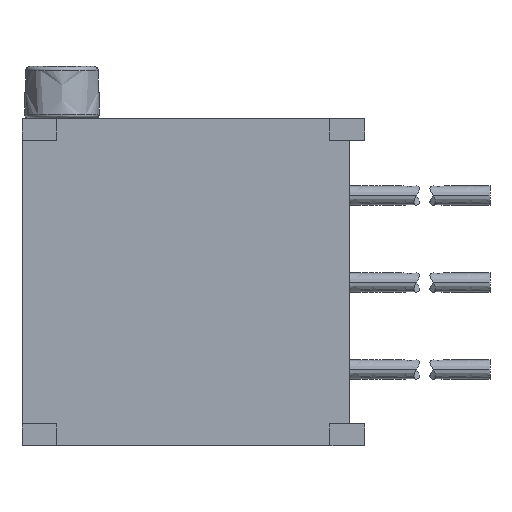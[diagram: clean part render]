
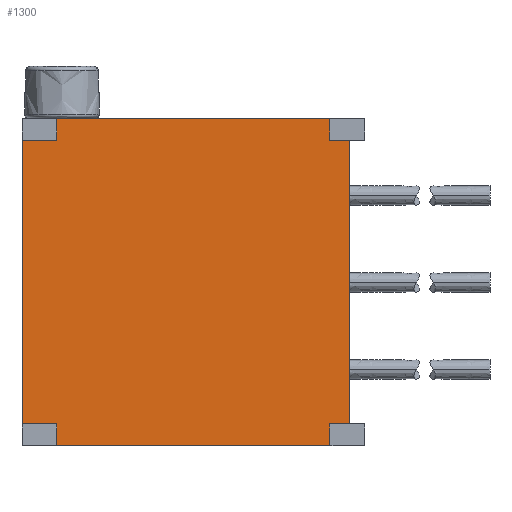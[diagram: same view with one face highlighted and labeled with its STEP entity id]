
A CAD part, front view. The second image highlights one B-rep face of the part: STEP entity #1300.
In plain terms, the highlighted free-form (B-spline) face has degree [1, 1] with [2, 2] control points.
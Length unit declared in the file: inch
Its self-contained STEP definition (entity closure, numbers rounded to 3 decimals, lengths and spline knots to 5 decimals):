
#216=DIRECTION('',(0.,1.,0.));
#217=VECTOR('',#216,0.025);
#218=CARTESIAN_POINT('',(-0.166,-0.188,0.225));
#219=LINE('',#218,#217);
#230=DIRECTION('',(-1.,0.,0.));
#231=VECTOR('',#230,0.314);
#232=CARTESIAN_POINT('',(0.148,0.188,0.225));
#233=LINE('',#232,#231);
#237=DIRECTION('',(0.,1.,0.));
#238=VECTOR('',#237,0.326);
#239=CARTESIAN_POINT('',(0.188,-0.163,0.225));
#240=LINE('',#239,#238);
#244=DIRECTION('',(1.,0.,0.));
#245=VECTOR('',#244,0.314);
#246=CARTESIAN_POINT('',(-0.166,-0.188,0.225));
#247=LINE('',#246,#245);
#299=DIRECTION('',(0.,-1.,0.));
#300=VECTOR('',#299,0.326);
#301=CARTESIAN_POINT('',(-0.188,0.163,0.225));
#302=LINE('',#301,#300);
#512=DIRECTION('',(-1.,0.,0.));
#513=VECTOR('',#512,0.022);
#514=CARTESIAN_POINT('',(-0.166,-0.163,0.225));
#515=LINE('',#514,#513);
#631=DIRECTION('',(-1.,0.,0.));
#632=VECTOR('',#631,0.04);
#633=CARTESIAN_POINT('',(0.188,-0.163,0.225));
#634=LINE('',#633,#632);
#673=DIRECTION('',(0.,-1.,0.));
#674=VECTOR('',#673,0.025);
#675=CARTESIAN_POINT('',(0.148,-0.163,0.225));
#676=LINE('',#675,#674);
#687=DIRECTION('',(-1.,0.,0.));
#688=VECTOR('',#687,0.04);
#689=CARTESIAN_POINT('',(0.188,0.163,0.225));
#690=LINE('',#689,#688);
#701=DIRECTION('',(0.,1.,0.));
#702=VECTOR('',#701,0.025);
#703=CARTESIAN_POINT('',(0.148,0.163,0.225));
#704=LINE('',#703,#702);
#729=DIRECTION('',(0.,-1.,0.));
#730=VECTOR('',#729,0.025);
#731=CARTESIAN_POINT('',(-0.166,0.188,0.225));
#732=LINE('',#731,#730);
#743=DIRECTION('',(-1.,0.,0.));
#744=VECTOR('',#743,0.022);
#745=CARTESIAN_POINT('',(-0.166,0.163,0.225));
#746=LINE('',#745,#744);
#920=CARTESIAN_POINT('',(-0.166,-0.163,0.225));
#921=CARTESIAN_POINT('',(-0.188,-0.163,0.225));
#922=VERTEX_POINT('',#920);
#923=VERTEX_POINT('',#921);
#924=CARTESIAN_POINT('',(-0.166,0.163,0.225));
#925=CARTESIAN_POINT('',(-0.188,0.163,0.225));
#926=VERTEX_POINT('',#924);
#927=VERTEX_POINT('',#925);
#928=CARTESIAN_POINT('',(-0.166,-0.188,0.225));
#929=VERTEX_POINT('',#928);
#930=CARTESIAN_POINT('',(-0.166,0.188,0.225));
#931=VERTEX_POINT('',#930);
#932=CARTESIAN_POINT('',(0.148,-0.163,0.225));
#933=CARTESIAN_POINT('',(0.148,-0.188,0.225));
#934=VERTEX_POINT('',#932);
#935=VERTEX_POINT('',#933);
#936=CARTESIAN_POINT('',(0.188,-0.163,0.225));
#937=VERTEX_POINT('',#936);
#938=CARTESIAN_POINT('',(0.148,0.163,0.225));
#939=CARTESIAN_POINT('',(0.148,0.188,0.225));
#940=VERTEX_POINT('',#938);
#941=VERTEX_POINT('',#939);
#942=CARTESIAN_POINT('',(0.188,0.163,0.225));
#943=VERTEX_POINT('',#942);
#1271=CARTESIAN_POINT('',(0.19552,0.19552,0.225));
#1272=CARTESIAN_POINT('',(0.19552,-0.19552,0.225));
#1273=CARTESIAN_POINT('',(-0.19552,0.19552,0.225));
#1274=CARTESIAN_POINT('',(-0.19552,-0.19552,0.225));
#1275=B_SPLINE_SURFACE_WITH_KNOTS('',1,1,((#1271,#1272),(#1273,#1274)),
.UNSPECIFIED.,.F.,.F.,.F.,(2,2),(2,2),(-0.19552,0.19552),(-0.19552,
0.19552),.UNSPECIFIED.);
#1277=ORIENTED_EDGE('',*,*,#1276,.F.);
#1279=ORIENTED_EDGE('',*,*,#1278,.F.);
#1281=ORIENTED_EDGE('',*,*,#1280,.F.);
#1283=ORIENTED_EDGE('',*,*,#1282,.F.);
#1285=ORIENTED_EDGE('',*,*,#1284,.F.);
#1287=ORIENTED_EDGE('',*,*,#1286,.F.);
#1289=ORIENTED_EDGE('',*,*,#1288,.F.);
#1291=ORIENTED_EDGE('',*,*,#1290,.T.);
#1293=ORIENTED_EDGE('',*,*,#1292,.T.);
#1294=ORIENTED_EDGE('',*,*,#1234,.F.);
#1295=ORIENTED_EDGE('',*,*,#1261,.T.);
#1297=ORIENTED_EDGE('',*,*,#1296,.T.);
#1298=EDGE_LOOP('',(#1277,#1279,#1281,#1283,#1285,#1287,#1289,#1291,#1293,#1294,
#1295,#1297));
#1299=FACE_OUTER_BOUND('',#1298,.F.);
#1300=ADVANCED_FACE('',(#1299),#1275,.T.);
#1234=EDGE_CURVE('',#929,#935,#247,.T.);
#1261=EDGE_CURVE('',#929,#922,#219,.T.);
#1276=EDGE_CURVE('',#927,#923,#302,.T.);
#1278=EDGE_CURVE('',#926,#927,#746,.T.);
#1280=EDGE_CURVE('',#931,#926,#732,.T.);
#1282=EDGE_CURVE('',#941,#931,#233,.T.);
#1284=EDGE_CURVE('',#940,#941,#704,.T.);
#1286=EDGE_CURVE('',#943,#940,#690,.T.);
#1288=EDGE_CURVE('',#937,#943,#240,.T.);
#1290=EDGE_CURVE('',#937,#934,#634,.T.);
#1292=EDGE_CURVE('',#934,#935,#676,.T.);
#1296=EDGE_CURVE('',#922,#923,#515,.T.);
